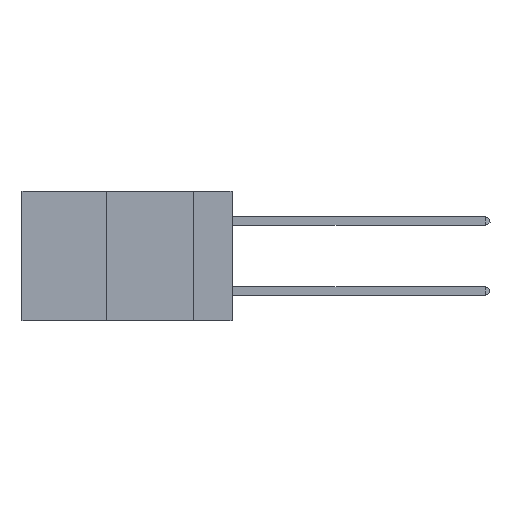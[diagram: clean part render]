
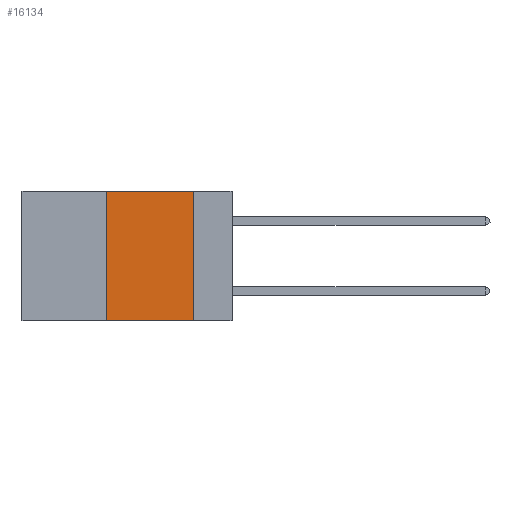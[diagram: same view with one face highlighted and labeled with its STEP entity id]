
A CAD part, left-side view. The second image highlights one B-rep face of the part: STEP entity #16134.
In plain terms, the highlighted planar face has unit normal (-1, 0, 0).
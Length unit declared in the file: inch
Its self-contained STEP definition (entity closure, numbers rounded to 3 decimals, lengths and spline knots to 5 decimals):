
#100 = DIRECTION ( 'NONE',  ( 0., 0., 1. ) ) ;
#201 = ORIENTED_EDGE ( 'NONE', *, *, #6049, .F. ) ;
#226 = CARTESIAN_POINT ( 'NONE',  ( 0., 0.11, 0. ) ) ;
#378 = PLANE ( 'NONE',  #9047 ) ;
#3212 = ORIENTED_EDGE ( 'NONE', *, *, #4842, .T. ) ;
#4100 = CARTESIAN_POINT ( 'NONE',  ( 0., 0.11, 0. ) ) ;
#4130 = CARTESIAN_POINT ( 'NONE',  ( 0., 0.36, 0. ) ) ;
#4842 = EDGE_CURVE ( 'NONE', #5414, #26275, #23591, .T. ) ;
#4952 = EDGE_LOOP ( 'NONE', ( #11979, #201, #14509, #3212 ) ) ;
#4959 = LINE ( 'NONE', #4130, #17643 ) ;
#5414 = VERTEX_POINT ( 'NONE', #10072 ) ;
#5911 = FACE_OUTER_BOUND ( 'NONE', #4952, .T. ) ;
#6049 = EDGE_CURVE ( 'NONE', #7073, #8215, #20212, .T. ) ;
#7073 = VERTEX_POINT ( 'NONE', #11820 ) ;
#8215 = VERTEX_POINT ( 'NONE', #226 ) ;
#9047 = AXIS2_PLACEMENT_3D ( 'NONE', #9094, #23412, #12724 ) ;
#9094 = CARTESIAN_POINT ( 'NONE',  ( 0., 0.6, 0. ) ) ;
#9393 = EDGE_CURVE ( 'NONE', #8215, #26275, #27012, .T. ) ;
#10072 = CARTESIAN_POINT ( 'NONE',  ( 0., 0.36, -0.37 ) ) ;
#10306 = VECTOR ( 'NONE', #16782, 39.37008 ) ;
#11820 = CARTESIAN_POINT ( 'NONE',  ( 0., 0.36, 0. ) ) ;
#11979 = ORIENTED_EDGE ( 'NONE', *, *, #9393, .F. ) ;
#12724 = DIRECTION ( 'NONE',  ( 0., 0., -1. ) ) ;
#12795 = DIRECTION ( 'NONE',  ( 0., 0., -1. ) ) ;
#14509 = ORIENTED_EDGE ( 'NONE', *, *, #14886, .F. ) ;
#14702 = CARTESIAN_POINT ( 'NONE',  ( 0., 0.11, -0.37 ) ) ;
#14886 = EDGE_CURVE ( 'NONE', #5414, #7073, #4959, .T. ) ;
#16134 = ADVANCED_FACE ( 'NONE', ( #5911 ), #378, .F. ) ;
#16635 = CARTESIAN_POINT ( 'NONE',  ( 0., 0.6, 0. ) ) ;
#16782 = DIRECTION ( 'NONE',  ( 0., -1., 0. ) ) ;
#17643 = VECTOR ( 'NONE', #100, 39.37008 ) ;
#19002 = VECTOR ( 'NONE', #12795, 39.37008 ) ;
#20212 = LINE ( 'NONE', #16635, #24544 ) ;
#23412 = DIRECTION ( 'NONE',  ( 1., 0., 0. ) ) ;
#23475 = CARTESIAN_POINT ( 'NONE',  ( 0., 0.6, -0.37 ) ) ;
#23591 = LINE ( 'NONE', #23475, #10306 ) ;
#24544 = VECTOR ( 'NONE', #25084, 39.37008 ) ;
#25084 = DIRECTION ( 'NONE',  ( 0., -1., 0. ) ) ;
#26275 = VERTEX_POINT ( 'NONE', #14702 ) ;
#27012 = LINE ( 'NONE', #4100, #19002 ) ;
